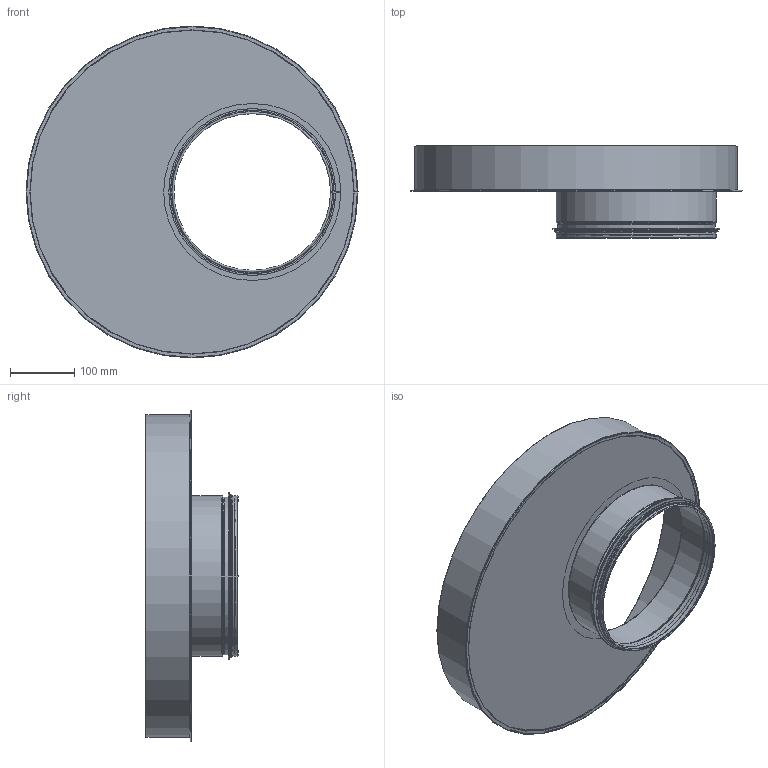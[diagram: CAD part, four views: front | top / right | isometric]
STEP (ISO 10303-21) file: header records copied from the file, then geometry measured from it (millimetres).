
FILE_DESCRIPTION((''),'2;1');
FILE_NAME('HFEM_500-250.stp','2014-02-19T14:51:11',(''),(''),'Autodesk Inventor 2013','Autodesk Inventor 2013','');
FILE_SCHEMA(('AUTOMOTIVE_DESIGN { 1 2 10303 214 0 1 1 1 }'));
Length unit declared in the file: millimetre
Products named in the file (6): HFEM_500-250; StosDragenKant-250-1; StosDragenKantRörämne-250-1; 999007; 116043; MuffMedFals-500
Assembly tree (5 placements, depth 3):
  HFEM_500-250
    StosDragenKant-250-1
      StosDragenKantRörämne-250-1
      999007
    116043
    MuffMedFals-500
Bounding box: 515.55 x 142.99 x 515.55 mm (x, y, z)
Volume: 206288.5 mm3; surface area: 762448.2 mm2
Topology: 4 solids, 4 shells, 91 faces, 175 edges, 95 vertices
Faces by surface type: plane 47, torus 20, cylinder 18, cone 6
Full cylindrical faces by diameter (mm): 243.1 x1, 244.1 x1, 245.3 x1, 247.9 x5, 248.9 x2, 249.9 x1, 254.3 x1, 259.3 x1, 274.9 x1, 500.55 x1, 501.55 x1, 503.55 x1, 511 x1
Entity records: 2466 total; most frequent: DIRECTION 450, CARTESIAN_POINT 356, ORIENTED_EDGE 318, AXIS2_PLACEMENT_3D 189, EDGE_CURVE 159, EDGE_LOOP 114, VERTEX_POINT 95, STYLED_ITEM 94
